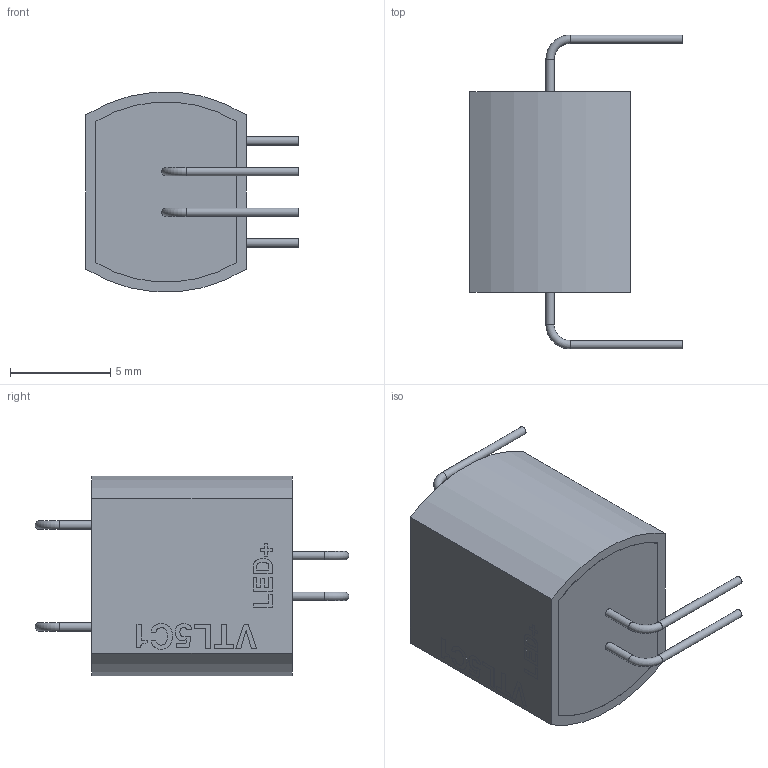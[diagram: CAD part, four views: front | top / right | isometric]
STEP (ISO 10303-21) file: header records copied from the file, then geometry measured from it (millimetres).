
FILE_DESCRIPTION(('FreeCAD Model'),'2;1');
FILE_NAME('Vactec_VTL5C1.step','2019-07-10T22:27:40',('Author'),(''), 'Open CASCADE STEP processor 7.3','FreeCAD','Unknown');
FILE_SCHEMA(('AUTOMOTIVE_DESIGN { 1 0 10303 214 1 1 1 1 }'));
Length unit declared in the file: millimetre
Products named in the file (1): Vactec_VTL5C1
Bounding box: 10.61 x 15.65 x 9.95 mm (x, y, z)
Volume: 744 mm3; surface area: 517.5 mm2
Topology: 1 solids, 1 shells, 151 faces, 388 edges, 256 vertices
Faces by surface type: plane 97, extrusion 36, cylinder 14, torus 4
Full cylindrical faces by diameter (mm): 0.415 x8
Entity records: 5652 total; most frequent: CARTESIAN_POINT 1012, ORIENTED_EDGE 776, DIRECTION 616, EDGE_CURVE 388, VECTOR 320, LINE 284, VERTEX_POINT 256, FACE_BOUND 168
